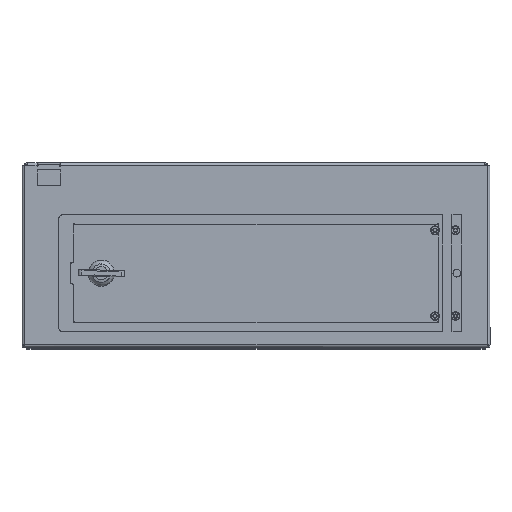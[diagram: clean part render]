
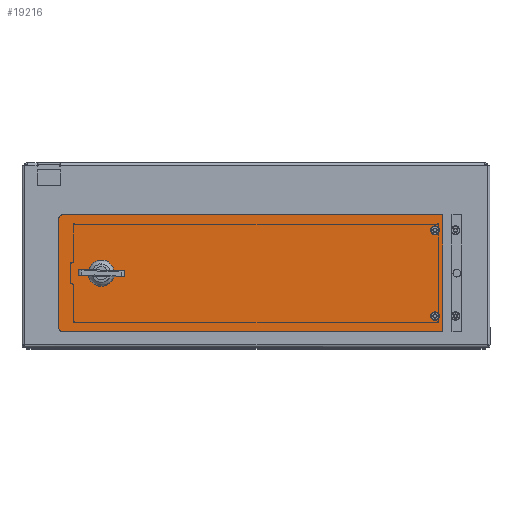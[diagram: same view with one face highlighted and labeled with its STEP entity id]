
A CAD part, top view. The second image highlights one B-rep face of the part: STEP entity #19216.
In plain terms, the highlighted face is planar.
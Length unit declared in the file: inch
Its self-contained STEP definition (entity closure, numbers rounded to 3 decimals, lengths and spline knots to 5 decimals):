
#1250=FACE_BOUND('',#3672,.T.);
#1251=FACE_BOUND('',#3673,.T.);
#1252=FACE_BOUND('',#3674,.T.);
#1659=CIRCLE('',#20878,0.11811);
#1660=CIRCLE('',#20879,0.11811);
#1661=CIRCLE('',#20880,0.07475);
#1662=CIRCLE('',#20881,0.07475);
#1663=CIRCLE('',#20882,0.37492);
#1664=CIRCLE('',#20883,0.37492);
#2419=FACE_OUTER_BOUND('',#3671,.T.);
#3671=EDGE_LOOP('',(#14718,#14719,#14720,#14721,#14722,#14723));
#3672=EDGE_LOOP('',(#14724));
#3673=EDGE_LOOP('',(#14725));
#3674=EDGE_LOOP('',(#14726,#14727,#14728,#14729));
#5018=LINE('',#30042,#6848);
#5019=LINE('',#30044,#6849);
#5020=LINE('',#30046,#6850);
#5021=LINE('',#30050,#6851);
#5022=LINE('',#30058,#6852);
#5023=LINE('',#30062,#6853);
#6848=VECTOR('',#24146,39.37008);
#6849=VECTOR('',#24147,39.37008);
#6850=VECTOR('',#24148,39.37008);
#6851=VECTOR('',#24151,39.37008);
#6852=VECTOR('',#24158,39.37008);
#6853=VECTOR('',#24161,39.37008);
#8665=VERTEX_POINT('',#30040);
#8666=VERTEX_POINT('',#30041);
#8667=VERTEX_POINT('',#30043);
#8668=VERTEX_POINT('',#30045);
#8669=VERTEX_POINT('',#30047);
#8670=VERTEX_POINT('',#30049);
#8671=VERTEX_POINT('',#30052);
#8672=VERTEX_POINT('',#30054);
#8673=VERTEX_POINT('',#30056);
#8674=VERTEX_POINT('',#30057);
#8675=VERTEX_POINT('',#30059);
#8676=VERTEX_POINT('',#30061);
#10876=EDGE_CURVE('',#8665,#8666,#5018,.T.);
#10877=EDGE_CURVE('',#8667,#8665,#5019,.T.);
#10878=EDGE_CURVE('',#8668,#8667,#5020,.T.);
#10879=EDGE_CURVE('',#8669,#8668,#1659,.T.);
#10880=EDGE_CURVE('',#8670,#8669,#5021,.T.);
#10881=EDGE_CURVE('',#8666,#8670,#1660,.T.);
#10882=EDGE_CURVE('',#8671,#8671,#1661,.T.);
#10883=EDGE_CURVE('',#8672,#8672,#1662,.T.);
#10884=EDGE_CURVE('',#8673,#8674,#5022,.T.);
#10885=EDGE_CURVE('',#8675,#8673,#1663,.T.);
#10886=EDGE_CURVE('',#8676,#8675,#5023,.T.);
#10887=EDGE_CURVE('',#8674,#8676,#1664,.T.);
#14718=ORIENTED_EDGE('',*,*,#10876,.F.);
#14719=ORIENTED_EDGE('',*,*,#10877,.F.);
#14720=ORIENTED_EDGE('',*,*,#10878,.F.);
#14721=ORIENTED_EDGE('',*,*,#10879,.F.);
#14722=ORIENTED_EDGE('',*,*,#10880,.F.);
#14723=ORIENTED_EDGE('',*,*,#10881,.F.);
#14724=ORIENTED_EDGE('',*,*,#10882,.F.);
#14725=ORIENTED_EDGE('',*,*,#10883,.F.);
#14726=ORIENTED_EDGE('',*,*,#10884,.F.);
#14727=ORIENTED_EDGE('',*,*,#10885,.F.);
#14728=ORIENTED_EDGE('',*,*,#10886,.F.);
#14729=ORIENTED_EDGE('',*,*,#10887,.F.);
#18437=PLANE('',#20877);
#19216=ADVANCED_FACE('',(#2419,#1250,#1251,#1252),#18437,.F.);
#20877=AXIS2_PLACEMENT_3D('',#30039,#24144,#24145);
#20878=AXIS2_PLACEMENT_3D('',#30048,#24149,#24150);
#20879=AXIS2_PLACEMENT_3D('',#30051,#24152,#24153);
#20880=AXIS2_PLACEMENT_3D('',#30053,#24154,#24155);
#20881=AXIS2_PLACEMENT_3D('',#30055,#24156,#24157);
#20882=AXIS2_PLACEMENT_3D('',#30060,#24159,#24160);
#20883=AXIS2_PLACEMENT_3D('',#30063,#24162,#24163);
#24144=DIRECTION('center_axis',(0.,0.,
1.));
#24145=DIRECTION('ref_axis',(0.,-1.,0.));
#24146=DIRECTION('',(1.,0.,0.));
#24147=DIRECTION('',(0.,-1.,0.));
#24148=DIRECTION('',(-1.,0.,0.));
#24149=DIRECTION('center_axis',(0.,0.,
1.));
#24150=DIRECTION('ref_axis',(0.,-1.,0.));
#24151=DIRECTION('',(0.,1.,0.));
#24152=DIRECTION('center_axis',(0.,0.,
1.));
#24153=DIRECTION('ref_axis',(0.,-1.,0.));
#24154=DIRECTION('center_axis',(0.,0.,-1.));
#24155=DIRECTION('ref_axis',(0.,1.,0.));
#24156=DIRECTION('center_axis',(0.,0.,-1.));
#24157=DIRECTION('ref_axis',(0.,1.,0.));
#24158=DIRECTION('',(-1.,0.,0.));
#24159=DIRECTION('center_axis',(0.,0.,
-1.));
#24160=DIRECTION('ref_axis',(0.,-1.,0.));
#24161=DIRECTION('',(1.,0.,0.));
#24162=DIRECTION('center_axis',(0.,0.,
-1.));
#24163=DIRECTION('ref_axis',(0.,-1.,0.));
#30039=CARTESIAN_POINT('Origin',(11.57887,-1.31945,2.45091));
#30040=CARTESIAN_POINT('',(5.3584,-3.20922,2.45091));
#30041=CARTESIAN_POINT('',(17.68123,-3.20922,2.45091));
#30042=CARTESIAN_POINT('',(11.57887,-3.20922,2.45091));
#30043=CARTESIAN_POINT('',(5.3584,0.57031,2.45091));
#30044=CARTESIAN_POINT('',(5.3584,-1.31945,2.45091));
#30045=CARTESIAN_POINT('',(17.68123,0.57031,2.45091));
#30046=CARTESIAN_POINT('',(11.57887,0.57031,2.45091));
#30047=CARTESIAN_POINT('',(17.79934,0.4522,2.45091));
#30048=CARTESIAN_POINT('Origin',(17.68123,0.4522,2.45091));
#30049=CARTESIAN_POINT('',(17.79934,-3.09111,2.45091));
#30050=CARTESIAN_POINT('',(17.79934,-1.31945,2.45091));
#30051=CARTESIAN_POINT('Origin',(17.68123,-3.09111,2.45091));
#30052=CARTESIAN_POINT('',(5.61458,-0.00444,2.45091));
#30053=CARTESIAN_POINT('Origin',(5.61458,0.07031,2.45091));
#30054=CARTESIAN_POINT('',(5.61458,-2.78397,2.45091));
#30055=CARTESIAN_POINT('Origin',(5.61458,-2.70922,2.45091));
#30056=CARTESIAN_POINT('',(16.60759,-1.64695,2.45091));
#30057=CARTESIAN_POINT('',(16.22359,-1.64695,2.45091));
#30058=CARTESIAN_POINT('',(16.60759,-1.64695,2.45091));
#30059=CARTESIAN_POINT('',(16.60759,-0.99195,2.45091));
#30060=CARTESIAN_POINT('Origin',(16.42509,-1.31945,2.45091));
#30061=CARTESIAN_POINT('',(16.22359,-0.99195,2.45091));
#30062=CARTESIAN_POINT('',(16.60759,-0.99195,2.45091));
#30063=CARTESIAN_POINT('Origin',(16.40609,-1.31945,2.45091));
